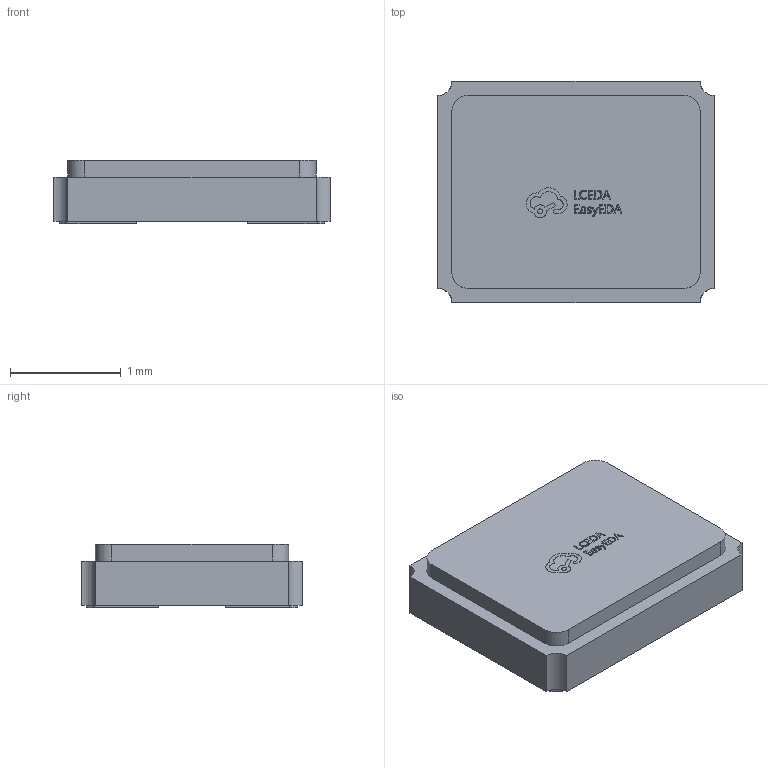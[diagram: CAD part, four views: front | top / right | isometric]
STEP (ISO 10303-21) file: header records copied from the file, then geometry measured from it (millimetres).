
FILE_DESCRIPTION(('FreeCAD Model'),'2;1');
FILE_NAME('Open CASCADE Shape Model','2024-03-15T15:33:58',(''),(''), 'Open CASCADE STEP processor 7.6','FreeCAD','Unknown');
FILE_SCHEMA(('AUTOMOTIVE_DESIGN { 1 0 10303 214 1 1 1 1 }'));
Length unit declared in the file: millimetre
Products named in the file (8): X1; OSC-SMD_4P-L2.5-W2.0-BL; COMPOUND006; COMPOUND001; COMPOUND002; COMPOUND003; COMPOUND004; COMPOUND005
Assembly tree (7 placements, depth 4):
  X1
    OSC-SMD_4P-L2.5-W2.0-BL
      COMPOUND006
        COMPOUND001
        COMPOUND002
        COMPOUND003
        COMPOUND004
        COMPOUND005
Bounding box: 2.5 x 2 x 0.57 mm (x, y, z)
Volume: 2.6 mm3; surface area: 18.4 mm2
Topology: 5 solids, 5 shells, 331 faces, 882 edges, 588 vertices
Faces by surface type: plane 207, bspline 112, cylinder 12
Entity records: 13310 total; most frequent: CARTESIAN_POINT 3913, ORIENTED_EDGE 1764, DIRECTION 1132, EDGE_CURVE 882, LINE 630, VECTOR 630, VERTEX_POINT 588, FACE_BOUND 358
